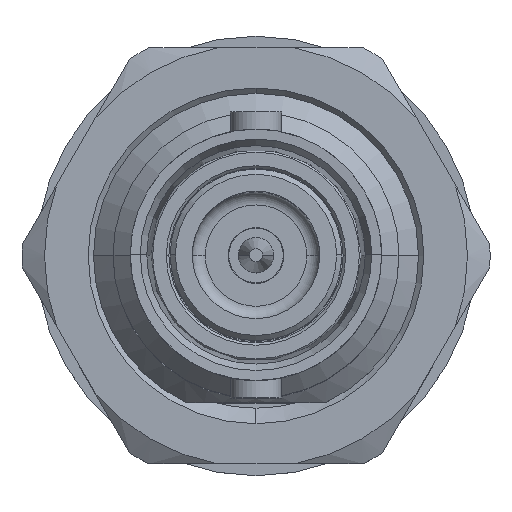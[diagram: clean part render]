
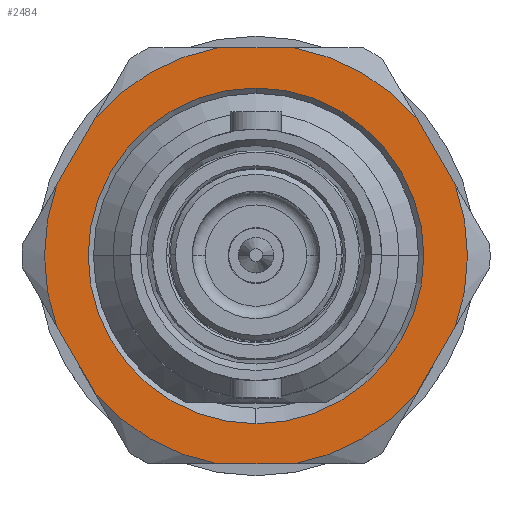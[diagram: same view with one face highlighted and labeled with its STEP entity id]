
A CAD part, top view. The second image highlights one B-rep face of the part: STEP entity #2484.
In plain terms, the highlighted planar face has unit normal (0, 0, 1).
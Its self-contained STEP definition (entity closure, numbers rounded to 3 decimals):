
#43 = EDGE_CURVE ( 'NONE', #2592, #6942, #8587, .T. ) ;
#72 = VERTEX_POINT ( 'NONE', #5433 ) ;
#85 = AXIS2_PLACEMENT_3D ( 'NONE', #4079, #4813, #1931 ) ;
#295 = ORIENTED_EDGE ( 'NONE', *, *, #1898, .T. ) ;
#316 = AXIS2_PLACEMENT_3D ( 'NONE', #6544, #5126, #7320 ) ;
#404 = VECTOR ( 'NONE', #3346, 1000. ) ;
#416 = ORIENTED_EDGE ( 'NONE', *, *, #4714, .F. ) ;
#638 = VERTEX_POINT ( 'NONE', #3431 ) ;
#734 = CARTESIAN_POINT ( 'NONE',  ( -4.619, -8., 10.25 ) ) ;
#737 = ORIENTED_EDGE ( 'NONE', *, *, #777, .F. ) ;
#777 = EDGE_CURVE ( 'NONE', #1842, #638, #7564, .T. ) ;
#784 = CARTESIAN_POINT ( 'NONE',  ( 0., 0., 10.25 ) ) ;
#1012 = FACE_BOUND ( 'NONE', #3760, .T. ) ;
#1112 = VECTOR ( 'NONE', #4909, 1000. ) ;
#1113 = AXIS2_PLACEMENT_3D ( 'NONE', #4350, #7139, #5078 ) ;
#1275 = EDGE_CURVE ( 'NONE', #2063, #2947, #1483, .T. ) ;
#1278 = ORIENTED_EDGE ( 'NONE', *, *, #1275, .F. ) ;
#1438 = DIRECTION ( 'NONE',  ( 0., -1., 0. ) ) ;
#1447 = EDGE_CURVE ( 'NONE', #5179, #2319, #8459, .T. ) ;
#1457 = PLANE ( 'NONE',  #4393 ) ;
#1483 = CIRCLE ( 'NONE', #3468, 8.134 ) ;
#1498 = VERTEX_POINT ( 'NONE', #7684 ) ;
#1742 = CIRCLE ( 'NONE', #316, 8.134 ) ;
#1787 = LINE ( 'NONE', #4171, #1112 ) ;
#1840 = AXIS2_PLACEMENT_3D ( 'NONE', #9025, #3950, #3194 ) ;
#1842 = VERTEX_POINT ( 'NONE', #2113 ) ;
#1898 = EDGE_CURVE ( 'NONE', #4259, #2947, #6517, .T. ) ;
#1931 = DIRECTION ( 'NONE',  ( 0., -1., 0. ) ) ;
#2059 = EDGE_CURVE ( 'NONE', #638, #1498, #6982, .T. ) ;
#2063 = VERTEX_POINT ( 'NONE', #9237 ) ;
#2113 = CARTESIAN_POINT ( 'NONE',  ( -6.193, 5.273, 10.25 ) ) ;
#2284 = ORIENTED_EDGE ( 'NONE', *, *, #2059, .F. ) ;
#2304 = ORIENTED_EDGE ( 'NONE', *, *, #8479, .T. ) ;
#2314 = EDGE_CURVE ( 'NONE', #1498, #4586, #3613, .T. ) ;
#2319 = VERTEX_POINT ( 'NONE', #3981 ) ;
#2484 = ADVANCED_FACE ( 'NONE', ( #1012, #7207 ), #1457, .F. ) ;
#2592 = VERTEX_POINT ( 'NONE', #2914 ) ;
#2894 = CARTESIAN_POINT ( 'NONE',  ( 0., 0., 10.25 ) ) ;
#2914 = CARTESIAN_POINT ( 'NONE',  ( 0., 6.455, 10.25 ) ) ;
#2947 = VERTEX_POINT ( 'NONE', #8431 ) ;
#3004 = CARTESIAN_POINT ( 'NONE',  ( 7.663, 2.727, 10.25 ) ) ;
#3080 = DIRECTION ( 'NONE',  ( -0.5, -0.866, 0. ) ) ;
#3194 = DIRECTION ( 'NONE',  ( 0., -1., 0. ) ) ;
#3272 = VECTOR ( 'NONE', #7996, 1000. ) ;
#3346 = DIRECTION ( 'NONE',  ( -0.5, 0.866, 0. ) ) ;
#3431 = CARTESIAN_POINT ( 'NONE',  ( -1.47, 8., 10.25 ) ) ;
#3468 = AXIS2_PLACEMENT_3D ( 'NONE', #2894, #7196, #1438 ) ;
#3613 = CIRCLE ( 'NONE', #1840, 8.134 ) ;
#3643 = DIRECTION ( 'NONE',  ( 0., -1., 0. ) ) ;
#3668 = CIRCLE ( 'NONE', #3714, 6.455 ) ;
#3714 = AXIS2_PLACEMENT_3D ( 'NONE', #4373, #7194, #3643 ) ;
#3760 = EDGE_LOOP ( 'NONE', ( #8151, #2304 ) ) ;
#3877 = CARTESIAN_POINT ( 'NONE',  ( -1.47, -8., 10.25 ) ) ;
#3950 = DIRECTION ( 'NONE',  ( 0., 0., -1. ) ) ;
#3959 = DIRECTION ( 'NONE',  ( 0., 0., -1. ) ) ;
#3981 = CARTESIAN_POINT ( 'NONE',  ( 7.663, -2.727, 10.25 ) ) ;
#4079 = CARTESIAN_POINT ( 'NONE',  ( 0., 0., 10.25 ) ) ;
#4171 = CARTESIAN_POINT ( 'NONE',  ( 4.619, 8., 10.25 ) ) ;
#4246 = LINE ( 'NONE', #7679, #404 ) ;
#4259 = VERTEX_POINT ( 'NONE', #3877 ) ;
#4336 = CARTESIAN_POINT ( 'NONE',  ( 0., -6.455, 10.25 ) ) ;
#4350 = CARTESIAN_POINT ( 'NONE',  ( 0., 0., 10.25 ) ) ;
#4373 = CARTESIAN_POINT ( 'NONE',  ( 0., 0., 10.25 ) ) ;
#4393 = AXIS2_PLACEMENT_3D ( 'NONE', #7178, #6469, #8530 ) ;
#4456 = DIRECTION ( 'NONE',  ( 0., 0., -1. ) ) ;
#4586 = VERTEX_POINT ( 'NONE', #5127 ) ;
#4697 = DIRECTION ( 'NONE',  ( 0., -1., 0. ) ) ;
#4714 = EDGE_CURVE ( 'NONE', #2319, #2063, #6981, .T. ) ;
#4813 = DIRECTION ( 'NONE',  ( 0., 0., -1. ) ) ;
#4896 = DIRECTION ( 'NONE',  ( 0.5, 0.866, 0. ) ) ;
#4909 = DIRECTION ( 'NONE',  ( 0.5, -0.866, 0. ) ) ;
#5078 = DIRECTION ( 'NONE',  ( 0., -1., 0. ) ) ;
#5117 = EDGE_CURVE ( 'NONE', #7485, #8510, #7321, .T. ) ;
#5126 = DIRECTION ( 'NONE',  ( 0., 0., -1. ) ) ;
#5127 = CARTESIAN_POINT ( 'NONE',  ( 6.193, 5.273, 10.25 ) ) ;
#5179 = VERTEX_POINT ( 'NONE', #3004 ) ;
#5307 = AXIS2_PLACEMENT_3D ( 'NONE', #7629, #3959, #4697 ) ;
#5410 = VECTOR ( 'NONE', #7786, 1000. ) ;
#5433 = CARTESIAN_POINT ( 'NONE',  ( -6.193, -5.273, 10.25 ) ) ;
#5660 = CARTESIAN_POINT ( 'NONE',  ( -7.663, -2.727, 10.25 ) ) ;
#5670 = ORIENTED_EDGE ( 'NONE', *, *, #5117, .F. ) ;
#5950 = EDGE_CURVE ( 'NONE', #4586, #5179, #1787, .T. ) ;
#6020 = CARTESIAN_POINT ( 'NONE',  ( 9.238, 0., 10.25 ) ) ;
#6087 = ORIENTED_EDGE ( 'NONE', *, *, #7907, .F. ) ;
#6364 = CARTESIAN_POINT ( 'NONE',  ( -4.619, 8., 10.25 ) ) ;
#6469 = DIRECTION ( 'NONE',  ( 0., 0., -1. ) ) ;
#6483 = EDGE_LOOP ( 'NONE', ( #6087, #5670, #9047, #7377, #295, #1278, #416, #7526, #7970, #6825, #2284, #737 ) ) ;
#6517 = LINE ( 'NONE', #734, #3272 ) ;
#6544 = CARTESIAN_POINT ( 'NONE',  ( 0., 0., 10.25 ) ) ;
#6825 = ORIENTED_EDGE ( 'NONE', *, *, #2314, .F. ) ;
#6942 = VERTEX_POINT ( 'NONE', #4336 ) ;
#6981 = LINE ( 'NONE', #6020, #9345 ) ;
#6982 = LINE ( 'NONE', #6364, #5410 ) ;
#7066 = CARTESIAN_POINT ( 'NONE',  ( -9.238, 0., 10.25 ) ) ;
#7139 = DIRECTION ( 'NONE',  ( 0., 0., -1. ) ) ;
#7178 = CARTESIAN_POINT ( 'NONE',  ( -6.455, 0., 10.25 ) ) ;
#7194 = DIRECTION ( 'NONE',  ( 0., 0., -1. ) ) ;
#7196 = DIRECTION ( 'NONE',  ( 0., 0., -1. ) ) ;
#7207 = FACE_OUTER_BOUND ( 'NONE', #6483, .T. ) ;
#7227 = CARTESIAN_POINT ( 'NONE',  ( -7.663, 2.727, 10.25 ) ) ;
#7320 = DIRECTION ( 'NONE',  ( 0., -1., 0. ) ) ;
#7321 = CIRCLE ( 'NONE', #8724, 8.134 ) ;
#7339 = EDGE_CURVE ( 'NONE', #72, #7485, #4246, .T. ) ;
#7377 = ORIENTED_EDGE ( 'NONE', *, *, #8548, .F. ) ;
#7381 = VECTOR ( 'NONE', #4896, 1000. ) ;
#7485 = VERTEX_POINT ( 'NONE', #5660 ) ;
#7526 = ORIENTED_EDGE ( 'NONE', *, *, #1447, .F. ) ;
#7564 = CIRCLE ( 'NONE', #1113, 8.134 ) ;
#7629 = CARTESIAN_POINT ( 'NONE',  ( 0., 0., 10.25 ) ) ;
#7679 = CARTESIAN_POINT ( 'NONE',  ( -4.619, -8., 10.25 ) ) ;
#7684 = CARTESIAN_POINT ( 'NONE',  ( 1.47, 8., 10.25 ) ) ;
#7786 = DIRECTION ( 'NONE',  ( 1., 0., 0. ) ) ;
#7907 = EDGE_CURVE ( 'NONE', #8510, #1842, #8501, .T. ) ;
#7970 = ORIENTED_EDGE ( 'NONE', *, *, #5950, .F. ) ;
#7996 = DIRECTION ( 'NONE',  ( 1., 0., 0. ) ) ;
#8077 = DIRECTION ( 'NONE',  ( 0., -1., 0. ) ) ;
#8151 = ORIENTED_EDGE ( 'NONE', *, *, #43, .T. ) ;
#8431 = CARTESIAN_POINT ( 'NONE',  ( 1.47, -8., 10.25 ) ) ;
#8459 = CIRCLE ( 'NONE', #85, 8.134 ) ;
#8479 = EDGE_CURVE ( 'NONE', #6942, #2592, #3668, .T. ) ;
#8501 = LINE ( 'NONE', #7066, #7381 ) ;
#8510 = VERTEX_POINT ( 'NONE', #7227 ) ;
#8530 = DIRECTION ( 'NONE',  ( 0., -1., 0. ) ) ;
#8548 = EDGE_CURVE ( 'NONE', #4259, #72, #1742, .T. ) ;
#8587 = CIRCLE ( 'NONE', #5307, 6.455 ) ;
#8724 = AXIS2_PLACEMENT_3D ( 'NONE', #784, #4456, #8077 ) ;
#9025 = CARTESIAN_POINT ( 'NONE',  ( 0., 0., 10.25 ) ) ;
#9047 = ORIENTED_EDGE ( 'NONE', *, *, #7339, .F. ) ;
#9237 = CARTESIAN_POINT ( 'NONE',  ( 6.193, -5.273, 10.25 ) ) ;
#9345 = VECTOR ( 'NONE', #3080, 1000. ) ;
